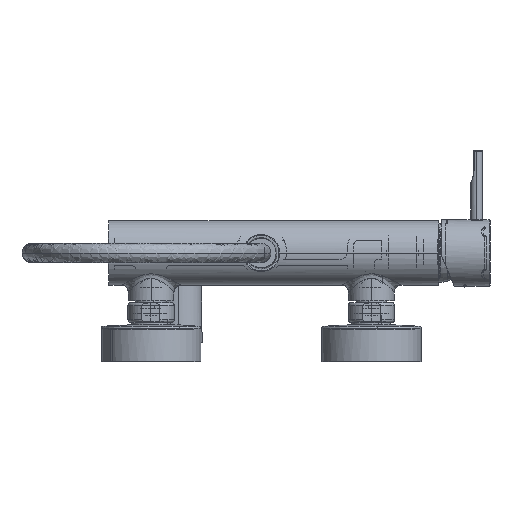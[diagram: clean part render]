
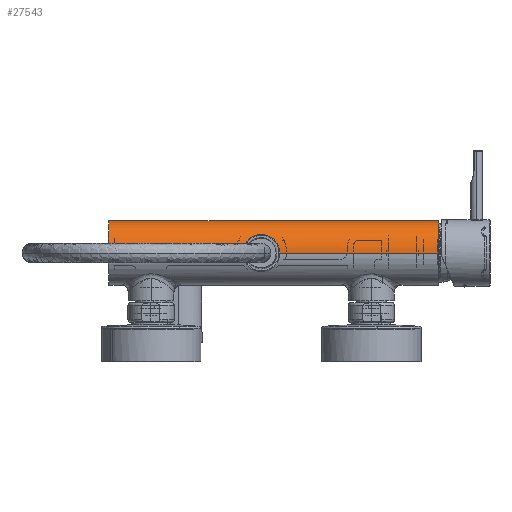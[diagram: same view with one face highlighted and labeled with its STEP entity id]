
A CAD part, front view. The second image highlights one B-rep face of the part: STEP entity #27543.
In plain terms, the highlighted cylindrical face has radius 21.75 mm (diameter 43.5 mm), a partial arc.
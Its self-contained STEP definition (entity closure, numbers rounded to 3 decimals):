
#299 = CARTESIAN_POINT ( 'NONE',  ( 9.378, -20.117, 8.275 ) ) ;
#675 = ORIENTED_EDGE ( 'NONE', *, *, #23853, .T. ) ;
#1156 = CARTESIAN_POINT ( 'NONE',  ( -12.415, -21.701, 1.676 ) ) ;
#2223 = AXIS2_PLACEMENT_3D ( 'NONE', #36710, #18972, #46259 ) ;
#2367 = ORIENTED_EDGE ( 'NONE', *, *, #8957, .T. ) ;
#4358 = CARTESIAN_POINT ( 'NONE',  ( -11.198, -21.027, 5.614 ) ) ;
#4637 = CARTESIAN_POINT ( 'NONE',  ( 8.261, -19.617, 9.415 ) ) ;
#5467 = CARTESIAN_POINT ( 'NONE',  ( -3.303, -18.099, 12.063 ) ) ;
#6339 = CARTESIAN_POINT ( 'NONE',  ( 12.415, -21.701, 1.678 ) ) ;
#8229 = VECTOR ( 'NONE', #51525, 1000. ) ;
#8270 = CARTESIAN_POINT ( 'NONE',  ( 154., 21.75, 0. ) ) ;
#8564 = LINE ( 'NONE', #8270, #19412 ) ;
#8957 = EDGE_CURVE ( 'NONE', #38759, #54626, #12043, .T. ) ;
#9252 = CARTESIAN_POINT ( 'NONE',  ( 4.082, -18.257, 11.822 ) ) ;
#9533 = CARTESIAN_POINT ( 'NONE',  ( -1.681, -17.86, 12.414 ) ) ;
#9813 = CARTESIAN_POINT ( 'NONE',  ( -5.6, -18.645, 11.205 ) ) ;
#10090 = CARTESIAN_POINT ( 'NONE',  ( 11.815, -21.363, 4.103 ) ) ;
#10585 = CYLINDRICAL_SURFACE ( 'NONE', #2223, 21.75 ) ;
#10823 = CARTESIAN_POINT ( 'NONE',  ( 119.95, -21.75, 0. ) ) ;
#10951 = CARTESIAN_POINT ( 'NONE',  ( 11.197, -21.026, 5.617 ) ) ;
#12043 = CIRCLE ( 'NONE', #51896, 21.75 ) ;
#12678 = DIRECTION ( 'NONE',  ( 0., 1., 0. ) ) ;
#12860 = CARTESIAN_POINT ( 'NONE',  ( 119.95, 0., 0. ) ) ;
#13023 = CARTESIAN_POINT ( 'NONE',  ( -10.13, -20.479, 7.335 ) ) ;
#13983 = VERTEX_POINT ( 'NONE', #39099 ) ;
#14166 = CARTESIAN_POINT ( 'NONE',  ( -12.5, -21.75, 0.847 ) ) ;
#15011 = CARTESIAN_POINT ( 'NONE',  ( 12.5, -21.75, 0. ) ) ;
#15952 = CARTESIAN_POINT ( 'NONE',  ( 119.95, 21.75, 0. ) ) ;
#17527 = ORIENTED_EDGE ( 'NONE', *, *, #21598, .T. ) ;
#17640 = CARTESIAN_POINT ( 'NONE',  ( -9.376, -20.116, 8.277 ) ) ;
#17926 = CARTESIAN_POINT ( 'NONE',  ( -7.628, -19.363, 9.911 ) ) ;
#18182 = EDGE_LOOP ( 'NONE', ( #27329, #2367, #17527, #675, #26528, #40941 ) ) ;
#18487 = CARTESIAN_POINT ( 'NONE',  ( -12.167, -21.56, 2.895 ) ) ;
#18746 = B_SPLINE_CURVE_WITH_KNOTS ( 'NONE', 3,
 ( #31025, #14166, #1156, #18487, #31860, #35950, #53630, #4358, #18767, #13023, #49294, #17640, #31299, #49009, #44923, #17926, #35368, #31574, #9813, #45200, #26656, #5467, #23139, #9533, #30741, #27222, #26939, #22563, #26376, #9252, #44626, #40269, #44050, #44334, #4637, #39984, #299, #46634, #27800, #50698, #10951, #24296, #10090, #41696, #54466, #6339, #33296, #15011 ),
 .UNSPECIFIED., .F., .F.,
 ( 4, 2, 2, 2, 2, 2, 2, 2, 2, 2, 2, 2, 2, 2, 2, 2, 2, 2, 2, 2, 2, 2, 2, 4 ),
 ( 0., 0.003, 0.004, 0.005, 0.008, 0.009, 0.01, 0.011, 0.013, 0.015, 0.016, 0.018, 0.02, 0.023, 0.024, 0.025, 0.028, 0.03, 0.031, 0.033, 0.035, 0.036, 0.038, 0.04 ),
 .UNSPECIFIED. ) ;
#18767 = CARTESIAN_POINT ( 'NONE',  ( -10.811, -20.822, 6.326 ) ) ;
#18972 = DIRECTION ( 'NONE',  ( -1., 0., 0. ) ) ;
#19412 = VECTOR ( 'NONE', #43650, 1000. ) ;
#20452 = LINE ( 'NONE', #33840, #8229 ) ;
#21169 = VERTEX_POINT ( 'NONE', #51649 ) ;
#21598 = EDGE_CURVE ( 'NONE', #54626, #52996, #8564, .T. ) ;
#22027 = CARTESIAN_POINT ( 'NONE',  ( 154., -21.75, 0. ) ) ;
#22563 = CARTESIAN_POINT ( 'NONE',  ( 2.888, -18.027, 12.169 ) ) ;
#23139 = CARTESIAN_POINT ( 'NONE',  ( -2.9, -18.029, 12.166 ) ) ;
#23853 = EDGE_CURVE ( 'NONE', #52996, #21169, #55710, .T. ) ;
#24296 = CARTESIAN_POINT ( 'NONE',  ( 11.673, -21.285, 4.49 ) ) ;
#25753 = DIRECTION ( 'NONE',  ( 1., 0., 0. ) ) ;
#25835 = LINE ( 'NONE', #22027, #39557 ) ;
#26376 = CARTESIAN_POINT ( 'NONE',  ( 3.289, -18.096, 12.067 ) ) ;
#26528 = ORIENTED_EDGE ( 'NONE', *, *, #42646, .F. ) ;
#26656 = CARTESIAN_POINT ( 'NONE',  ( -4.095, -18.26, 11.817 ) ) ;
#26939 = CARTESIAN_POINT ( 'NONE',  ( 1.671, -17.859, 12.415 ) ) ;
#27222 = CARTESIAN_POINT ( 'NONE',  ( 0.843, -17.799, 12.5 ) ) ;
#27329 = ORIENTED_EDGE ( 'NONE', *, *, #40702, .F. ) ;
#27543 = ADVANCED_FACE ( 'NONE', ( #55224 ), #10585, .T. ) ;
#27800 = CARTESIAN_POINT ( 'NONE',  ( 10.134, -20.481, 7.328 ) ) ;
#28468 = CARTESIAN_POINT ( 'NONE',  ( 12.5, -21.75, 0. ) ) ;
#30741 = CARTESIAN_POINT ( 'NONE',  ( -0.852, -17.799, 12.5 ) ) ;
#31025 = CARTESIAN_POINT ( 'NONE',  ( -12.5, -21.75, 0. ) ) ;
#31299 = CARTESIAN_POINT ( 'NONE',  ( -9.107, -19.992, 8.571 ) ) ;
#31574 = CARTESIAN_POINT ( 'NONE',  ( -6.304, -18.872, 10.824 ) ) ;
#31602 = EDGE_CURVE ( 'NONE', #13983, #42238, #18746, .T. ) ;
#31860 = CARTESIAN_POINT ( 'NONE',  ( -12.064, -21.502, 3.297 ) ) ;
#32723 = CARTESIAN_POINT ( 'NONE',  ( -103.12, 21.75, 0. ) ) ;
#33296 = CARTESIAN_POINT ( 'NONE',  ( 12.5, -21.75, 0.848 ) ) ;
#33840 = CARTESIAN_POINT ( 'NONE',  ( 154., -21.75, 0. ) ) ;
#35368 = CARTESIAN_POINT ( 'NONE',  ( -7.303, -19.237, 10.153 ) ) ;
#35950 = CARTESIAN_POINT ( 'NONE',  ( -11.818, -21.365, 4.094 ) ) ;
#36710 = CARTESIAN_POINT ( 'NONE',  ( 154., 0., 0. ) ) ;
#38534 = CARTESIAN_POINT ( 'NONE',  ( -103.12, 0., 0. ) ) ;
#38759 = VERTEX_POINT ( 'NONE', #10823 ) ;
#39099 = CARTESIAN_POINT ( 'NONE',  ( -12.5, -21.75, 0. ) ) ;
#39557 = VECTOR ( 'NONE', #53102, 1000. ) ;
#39980 = AXIS2_PLACEMENT_3D ( 'NONE', #38534, #25753, #12678 ) ;
#39984 = CARTESIAN_POINT ( 'NONE',  ( 9.108, -19.993, 8.57 ) ) ;
#40269 = CARTESIAN_POINT ( 'NONE',  ( 5.594, -18.644, 11.208 ) ) ;
#40702 = EDGE_CURVE ( 'NONE', #38759, #42238, #25835, .T. ) ;
#40941 = ORIENTED_EDGE ( 'NONE', *, *, #31602, .T. ) ;
#41696 = CARTESIAN_POINT ( 'NONE',  ( 12.062, -21.501, 3.306 ) ) ;
#42238 = VERTEX_POINT ( 'NONE', #28468 ) ;
#42646 = EDGE_CURVE ( 'NONE', #13983, #21169, #20452, .T. ) ;
#43650 = DIRECTION ( 'NONE',  ( -1., 0., 0. ) ) ;
#44050 = CARTESIAN_POINT ( 'NONE',  ( 6.303, -18.872, 10.825 ) ) ;
#44334 = CARTESIAN_POINT ( 'NONE',  ( 7.645, -19.362, 9.922 ) ) ;
#44626 = CARTESIAN_POINT ( 'NONE',  ( 4.469, -18.348, 11.681 ) ) ;
#44923 = CARTESIAN_POINT ( 'NONE',  ( -8.247, -19.615, 9.402 ) ) ;
#45047 = DIRECTION ( 'NONE',  ( 0., 1., 0. ) ) ;
#45200 = CARTESIAN_POINT ( 'NONE',  ( -4.48, -18.351, 11.677 ) ) ;
#46259 = DIRECTION ( 'NONE',  ( 0., 1., 0. ) ) ;
#46634 = CARTESIAN_POINT ( 'NONE',  ( 9.891, -20.361, 7.654 ) ) ;
#49009 = CARTESIAN_POINT ( 'NONE',  ( -8.543, -19.742, 9.134 ) ) ;
#49294 = CARTESIAN_POINT ( 'NONE',  ( -9.887, -20.36, 7.659 ) ) ;
#50698 = CARTESIAN_POINT ( 'NONE',  ( 10.811, -20.822, 6.326 ) ) ;
#51525 = DIRECTION ( 'NONE',  ( -1., 0., 0. ) ) ;
#51649 = CARTESIAN_POINT ( 'NONE',  ( -103.12, -21.75, 0. ) ) ;
#51896 = AXIS2_PLACEMENT_3D ( 'NONE', #12860, #53759, #45047 ) ;
#52996 = VERTEX_POINT ( 'NONE', #32723 ) ;
#53102 = DIRECTION ( 'NONE',  ( -1., 0., 0. ) ) ;
#53630 = CARTESIAN_POINT ( 'NONE',  ( -11.676, -21.287, 4.482 ) ) ;
#53759 = DIRECTION ( 'NONE',  ( -1., 0., 0. ) ) ;
#54466 = CARTESIAN_POINT ( 'NONE',  ( 12.166, -21.56, 2.901 ) ) ;
#54626 = VERTEX_POINT ( 'NONE', #15952 ) ;
#55224 = FACE_OUTER_BOUND ( 'NONE', #18182, .T. ) ;
#55710 = CIRCLE ( 'NONE', #39980, 21.75 ) ;
